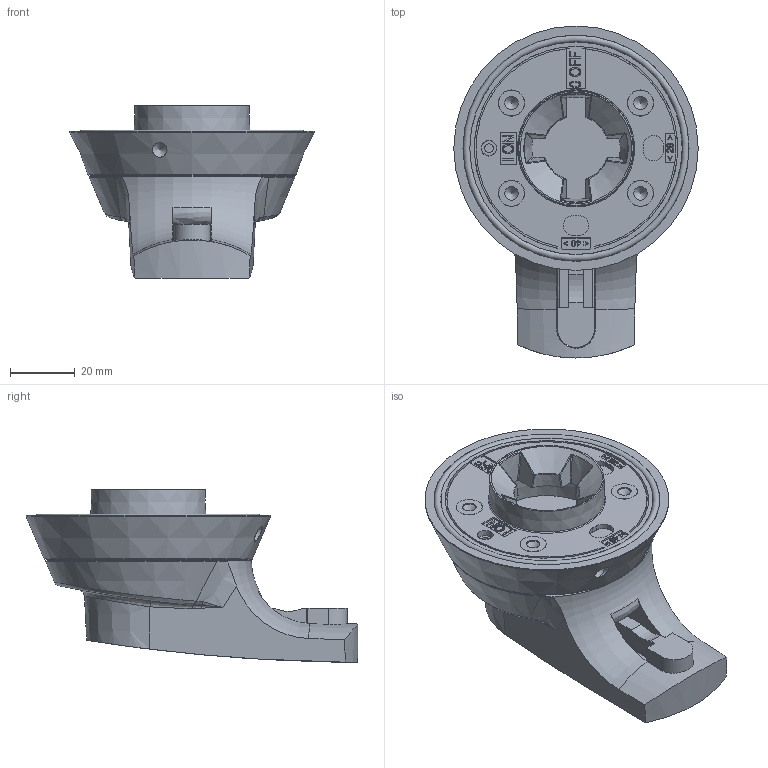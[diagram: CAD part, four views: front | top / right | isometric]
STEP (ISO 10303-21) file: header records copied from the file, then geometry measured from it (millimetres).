
FILE_DESCRIPTION(/* description */ (''),/* implementation_level */ '2;1');
FILE_NAME(/* name */ 'gax66n_catalogo.stp',/* time_stamp */ '2018-09-19T09:42:02+02:00',/* author */ (''),/* organization */ (''),/* preprocessor_version */ 'ST-DEVELOPER v16',/* originating_system */ 'SIEMENS PLM Software NX 10.0',/* authorisation */ '');
FILE_SCHEMA (('CONFIG_CONTROL_DESIGN'));
Length unit declared in the file: millimetre
Products named in the file (1): gax66n_catalogo
Bounding box: 75.79 x 102.9 x 53.53 mm (x, y, z)
Volume: 110025.8 mm3; surface area: 43424.9 mm2
Topology: 1 solids, 10 shells, 1069 faces, 2754 edges, 1740 vertices
Faces by surface type: plane 371, bspline 355, cone 166, cylinder 73, torus 52, sphere 50, extrusion 2
Full cylindrical faces by diameter (mm): 2.7 x1, 3.1 x1, 4.198 x4, 4.2 x4, 4.5 x1, 58.6 x1, 60.8 x1, 65.9 x1, 70.1 x1, 75.791 x1
Entity records: 40443 total; most frequent: CARTESIAN_POINT 17439, ORIENTED_EDGE 5322, DIRECTION 3713, EDGE_CURVE 2661, VERTEX_POINT 1721, AXIS2_PLACEMENT_3D 1354, EDGE_LOOP 1201, ADVANCED_FACE 1069
